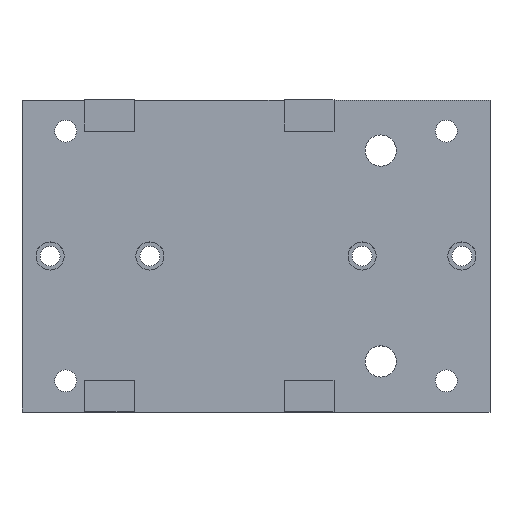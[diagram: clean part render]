
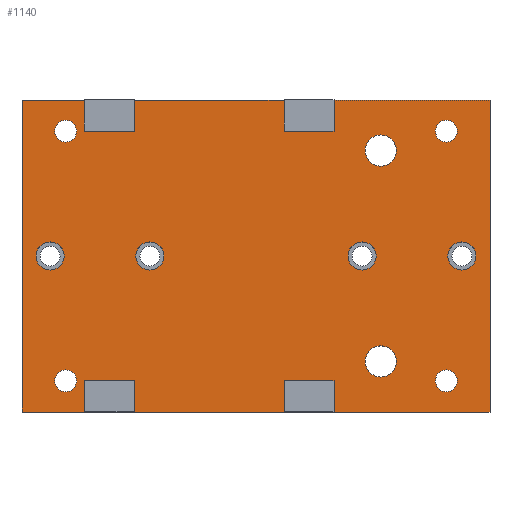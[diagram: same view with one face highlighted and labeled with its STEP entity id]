
A CAD part, top view. The second image highlights one B-rep face of the part: STEP entity #1140.
In plain terms, the highlighted planar face has unit normal (0, 0, 1).
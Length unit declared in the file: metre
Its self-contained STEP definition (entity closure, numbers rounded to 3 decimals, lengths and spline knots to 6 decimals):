
#30=LINE('',#1651,#146);
#31=LINE('',#1654,#147);
#32=LINE('',#1656,#148);
#33=LINE('',#1658,#149);
#34=LINE('',#1660,#150);
#35=LINE('',#1662,#151);
#36=LINE('',#1664,#152);
#37=LINE('',#1666,#153);
#38=LINE('',#1668,#154);
#39=LINE('',#1670,#155);
#40=LINE('',#1672,#156);
#41=LINE('',#1674,#157);
#42=LINE('',#1676,#158);
#43=LINE('',#1678,#159);
#44=LINE('',#1680,#160);
#45=LINE('',#1682,#161);
#46=LINE('',#1684,#162);
#47=LINE('',#1686,#163);
#48=LINE('',#1688,#164);
#49=LINE('',#1690,#165);
#146=VECTOR('',#1335,1.);
#147=VECTOR('',#1336,1.);
#148=VECTOR('',#1337,1.);
#149=VECTOR('',#1338,1.);
#150=VECTOR('',#1339,1.);
#151=VECTOR('',#1340,1.);
#152=VECTOR('',#1341,1.);
#153=VECTOR('',#1342,1.);
#154=VECTOR('',#1343,1.);
#155=VECTOR('',#1344,1.);
#156=VECTOR('',#1345,1.);
#157=VECTOR('',#1346,1.);
#158=VECTOR('',#1347,1.);
#159=VECTOR('',#1348,1.);
#160=VECTOR('',#1349,1.);
#161=VECTOR('',#1350,1.);
#162=VECTOR('',#1351,1.);
#163=VECTOR('',#1352,1.);
#164=VECTOR('',#1353,1.);
#165=VECTOR('',#1354,1.);
#262=ORIENTED_EDGE('',*,*,#566,.T.);
#263=ORIENTED_EDGE('',*,*,#567,.F.);
#264=ORIENTED_EDGE('',*,*,#568,.F.);
#265=ORIENTED_EDGE('',*,*,#569,.F.);
#266=ORIENTED_EDGE('',*,*,#570,.F.);
#267=ORIENTED_EDGE('',*,*,#571,.T.);
#268=ORIENTED_EDGE('',*,*,#572,.F.);
#269=ORIENTED_EDGE('',*,*,#573,.T.);
#270=ORIENTED_EDGE('',*,*,#574,.T.);
#271=ORIENTED_EDGE('',*,*,#575,.F.);
#272=ORIENTED_EDGE('',*,*,#576,.F.);
#273=ORIENTED_EDGE('',*,*,#577,.T.);
#274=ORIENTED_EDGE('',*,*,#578,.T.);
#275=ORIENTED_EDGE('',*,*,#579,.F.);
#276=ORIENTED_EDGE('',*,*,#580,.T.);
#277=ORIENTED_EDGE('',*,*,#581,.T.);
#278=ORIENTED_EDGE('',*,*,#582,.F.);
#279=ORIENTED_EDGE('',*,*,#583,.F.);
#280=ORIENTED_EDGE('',*,*,#584,.T.);
#281=ORIENTED_EDGE('',*,*,#585,.T.);
#282=ORIENTED_EDGE('',*,*,#586,.F.);
#283=ORIENTED_EDGE('',*,*,#587,.F.);
#284=ORIENTED_EDGE('',*,*,#588,.F.);
#285=ORIENTED_EDGE('',*,*,#589,.T.);
#286=ORIENTED_EDGE('',*,*,#590,.T.);
#287=ORIENTED_EDGE('',*,*,#591,.F.);
#288=ORIENTED_EDGE('',*,*,#592,.F.);
#289=ORIENTED_EDGE('',*,*,#593,.T.);
#290=ORIENTED_EDGE('',*,*,#594,.T.);
#291=ORIENTED_EDGE('',*,*,#595,.T.);
#566=EDGE_CURVE('',#718,#718,#830,.T.);
#567=EDGE_CURVE('',#719,#719,#831,.T.);
#568=EDGE_CURVE('',#720,#720,#832,.T.);
#569=EDGE_CURVE('',#721,#721,#833,.T.);
#570=EDGE_CURVE('',#722,#722,#834,.T.);
#571=EDGE_CURVE('',#723,#723,#835,.T.);
#572=EDGE_CURVE('',#724,#724,#836,.T.);
#573=EDGE_CURVE('',#725,#726,#30,.T.);
#574=EDGE_CURVE('',#726,#727,#31,.T.);
#575=EDGE_CURVE('',#728,#727,#32,.T.);
#576=EDGE_CURVE('',#729,#728,#33,.T.);
#577=EDGE_CURVE('',#729,#730,#34,.T.);
#578=EDGE_CURVE('',#730,#731,#35,.T.);
#579=EDGE_CURVE('',#732,#731,#36,.T.);
#580=EDGE_CURVE('',#732,#733,#37,.T.);
#581=EDGE_CURVE('',#733,#734,#38,.T.);
#582=EDGE_CURVE('',#735,#734,#39,.T.);
#583=EDGE_CURVE('',#736,#735,#40,.T.);
#584=EDGE_CURVE('',#736,#737,#41,.T.);
#585=EDGE_CURVE('',#737,#738,#42,.T.);
#586=EDGE_CURVE('',#739,#738,#43,.T.);
#587=EDGE_CURVE('',#740,#739,#44,.T.);
#588=EDGE_CURVE('',#741,#740,#45,.T.);
#589=EDGE_CURVE('',#741,#742,#46,.T.);
#590=EDGE_CURVE('',#742,#743,#47,.T.);
#591=EDGE_CURVE('',#744,#743,#48,.T.);
#592=EDGE_CURVE('',#725,#744,#49,.T.);
#593=EDGE_CURVE('',#745,#745,#837,.T.);
#594=EDGE_CURVE('',#746,#746,#838,.T.);
#595=EDGE_CURVE('',#747,#747,#839,.T.);
#718=VERTEX_POINT('',#1638);
#719=VERTEX_POINT('',#1640);
#720=VERTEX_POINT('',#1642);
#721=VERTEX_POINT('',#1644);
#722=VERTEX_POINT('',#1646);
#723=VERTEX_POINT('',#1648);
#724=VERTEX_POINT('',#1650);
#725=VERTEX_POINT('',#1652);
#726=VERTEX_POINT('',#1653);
#727=VERTEX_POINT('',#1655);
#728=VERTEX_POINT('',#1657);
#729=VERTEX_POINT('',#1659);
#730=VERTEX_POINT('',#1661);
#731=VERTEX_POINT('',#1663);
#732=VERTEX_POINT('',#1665);
#733=VERTEX_POINT('',#1667);
#734=VERTEX_POINT('',#1669);
#735=VERTEX_POINT('',#1671);
#736=VERTEX_POINT('',#1673);
#737=VERTEX_POINT('',#1675);
#738=VERTEX_POINT('',#1677);
#739=VERTEX_POINT('',#1679);
#740=VERTEX_POINT('',#1681);
#741=VERTEX_POINT('',#1683);
#742=VERTEX_POINT('',#1685);
#743=VERTEX_POINT('',#1687);
#744=VERTEX_POINT('',#1689);
#745=VERTEX_POINT('',#1692);
#746=VERTEX_POINT('',#1694);
#747=VERTEX_POINT('',#1696);
#830=CIRCLE('',#1218,0.0025);
#831=CIRCLE('',#1219,0.0025);
#832=CIRCLE('',#1220,0.00175);
#833=CIRCLE('',#1221,0.00225);
#834=CIRCLE('',#1222,0.00225);
#835=CIRCLE('',#1223,0.00175);
#836=CIRCLE('',#1224,0.00175);
#837=CIRCLE('',#1225,0.00225);
#838=CIRCLE('',#1226,0.00225);
#839=CIRCLE('',#1227,0.00175);
#866=EDGE_LOOP('',(#262));
#867=EDGE_LOOP('',(#263));
#868=EDGE_LOOP('',(#264));
#869=EDGE_LOOP('',(#265));
#870=EDGE_LOOP('',(#266));
#871=EDGE_LOOP('',(#267));
#872=EDGE_LOOP('',(#268));
#873=EDGE_LOOP('',(#269,#270,#271,#272,#273,#274,#275,#276,#277,#278,#279,
#280,#281,#282,#283,#284,#285,#286,#287,#288));
#874=EDGE_LOOP('',(#289));
#875=EDGE_LOOP('',(#290));
#876=EDGE_LOOP('',(#291));
#980=FACE_BOUND('',#866,.T.);
#981=FACE_BOUND('',#867,.T.);
#982=FACE_BOUND('',#868,.T.);
#983=FACE_BOUND('',#869,.T.);
#984=FACE_BOUND('',#870,.T.);
#985=FACE_BOUND('',#871,.T.);
#986=FACE_BOUND('',#872,.T.);
#987=FACE_BOUND('',#873,.T.);
#988=FACE_BOUND('',#874,.T.);
#989=FACE_BOUND('',#875,.T.);
#990=FACE_BOUND('',#876,.T.);
#1094=PLANE('',#1217);
#1140=ADVANCED_FACE('',(#980,#981,#982,#983,#984,#985,#986,#987,#988,#989,
#990),#1094,.T.);
#1217=AXIS2_PLACEMENT_3D('',#1636,#1319,#1320);
#1218=AXIS2_PLACEMENT_3D('',#1637,#1321,#1322);
#1219=AXIS2_PLACEMENT_3D('',#1639,#1323,#1324);
#1220=AXIS2_PLACEMENT_3D('',#1641,#1325,#1326);
#1221=AXIS2_PLACEMENT_3D('',#1643,#1327,#1328);
#1222=AXIS2_PLACEMENT_3D('',#1645,#1329,#1330);
#1223=AXIS2_PLACEMENT_3D('',#1647,#1331,#1332);
#1224=AXIS2_PLACEMENT_3D('',#1649,#1333,#1334);
#1225=AXIS2_PLACEMENT_3D('',#1691,#1355,#1356);
#1226=AXIS2_PLACEMENT_3D('',#1693,#1357,#1358);
#1227=AXIS2_PLACEMENT_3D('',#1695,#1359,#1360);
#1319=DIRECTION('',(0.,0.,1.));
#1320=DIRECTION('',(1.,0.,0.));
#1321=DIRECTION('',(0.,0.,-1.));
#1322=DIRECTION('',(1.,0.,0.));
#1323=DIRECTION('',(0.,0.,1.));
#1324=DIRECTION('',(1.,0.,0.));
#1325=DIRECTION('',(0.,0.,1.));
#1326=DIRECTION('',(1.,0.,0.));
#1327=DIRECTION('',(0.,0.,1.));
#1328=DIRECTION('',(1.,0.,0.));
#1329=DIRECTION('',(0.,0.,1.));
#1330=DIRECTION('',(1.,0.,0.));
#1331=DIRECTION('',(0.,0.,-1.));
#1332=DIRECTION('',(1.,0.,0.));
#1333=DIRECTION('',(0.,0.,1.));
#1334=DIRECTION('',(1.,0.,0.));
#1335=DIRECTION('',(-1.,0.,0.));
#1336=DIRECTION('',(0.,-1.,0.));
#1337=DIRECTION('',(1.,0.,0.));
#1338=DIRECTION('',(0.,-1.,0.));
#1339=DIRECTION('',(-1.,0.,0.));
#1340=DIRECTION('',(0.,-1.,0.));
#1341=DIRECTION('',(-1.,0.,0.));
#1342=DIRECTION('',(0.,1.,0.));
#1343=DIRECTION('',(1.,0.,0.));
#1344=DIRECTION('',(0.,1.,0.));
#1345=DIRECTION('',(-1.,0.,0.));
#1346=DIRECTION('',(0.,1.,0.));
#1347=DIRECTION('',(1.,0.,0.));
#1348=DIRECTION('',(0.,1.,0.));
#1349=DIRECTION('',(-1.,0.,0.));
#1350=DIRECTION('',(0.,-1.,0.));
#1351=DIRECTION('',(-1.,0.,0.));
#1352=DIRECTION('',(0.,-1.,0.));
#1353=DIRECTION('',(1.,0.,0.));
#1354=DIRECTION('',(0.,-1.,0.));
#1355=DIRECTION('',(0.,0.,-1.));
#1356=DIRECTION('',(1.,0.,0.));
#1357=DIRECTION('',(0.,0.,-1.));
#1358=DIRECTION('',(1.,0.,0.));
#1359=DIRECTION('',(0.,0.,-1.));
#1360=DIRECTION('',(1.,0.,0.));
#1636=CARTESIAN_POINT('',(0.0125,0.,0.003));
#1637=CARTESIAN_POINT('',(0.032513,-0.016901,0.003));
#1638=CARTESIAN_POINT('',(0.035013,-0.016901,0.003));
#1639=CARTESIAN_POINT('',(0.032513,0.016901,0.003));
#1640=CARTESIAN_POINT('',(0.035013,0.016901,0.003));
#1641=CARTESIAN_POINT('',(0.043,0.02,0.003));
#1642=CARTESIAN_POINT('',(0.04475,0.02,0.003));
#1643=CARTESIAN_POINT('',(0.0295,0.,0.003));
#1644=CARTESIAN_POINT('',(0.03175,0.,0.003));
#1645=CARTESIAN_POINT('',(-0.0205,0.,0.003));
#1646=CARTESIAN_POINT('',(-0.01825,0.,0.003));
#1647=CARTESIAN_POINT('',(-0.018,0.02,0.003));
#1648=CARTESIAN_POINT('',(-0.01625,0.02,0.003));
#1649=CARTESIAN_POINT('',(-0.018,-0.02,0.003));
#1650=CARTESIAN_POINT('',(-0.01625,-0.02,0.003));
#1651=CARTESIAN_POINT('',(0.,0.025,0.003));
#1652=CARTESIAN_POINT('',(0.017,0.025,0.003));
#1653=CARTESIAN_POINT('',(-0.007,0.025,0.003));
#1654=CARTESIAN_POINT('',(-0.007,0.0225,0.003));
#1655=CARTESIAN_POINT('',(-0.007,0.02,0.003));
#1656=CARTESIAN_POINT('',(-0.011,0.02,0.003));
#1657=CARTESIAN_POINT('',(-0.015,0.02,0.003));
#1658=CARTESIAN_POINT('',(-0.015,0.0225,0.003));
#1659=CARTESIAN_POINT('',(-0.015,0.025,0.003));
#1660=CARTESIAN_POINT('',(0.,0.025,0.003));
#1661=CARTESIAN_POINT('',(-0.025,0.025,0.003));
#1662=CARTESIAN_POINT('',(-0.025,0.,0.003));
#1663=CARTESIAN_POINT('',(-0.025,-0.025,0.003));
#1664=CARTESIAN_POINT('',(0.,-0.025,0.003));
#1665=CARTESIAN_POINT('',(-0.015,-0.025,0.003));
#1666=CARTESIAN_POINT('',(-0.015,-0.0225,0.003));
#1667=CARTESIAN_POINT('',(-0.015,-0.02,0.003));
#1668=CARTESIAN_POINT('',(-0.011,-0.02,0.003));
#1669=CARTESIAN_POINT('',(-0.007,-0.02,0.003));
#1670=CARTESIAN_POINT('',(-0.007,-0.0225,0.003));
#1671=CARTESIAN_POINT('',(-0.007,-0.025,0.003));
#1672=CARTESIAN_POINT('',(0.,-0.025,0.003));
#1673=CARTESIAN_POINT('',(0.017,-0.025,0.003));
#1674=CARTESIAN_POINT('',(0.017,-0.0225,0.003));
#1675=CARTESIAN_POINT('',(0.017,-0.02,0.003));
#1676=CARTESIAN_POINT('',(0.021,-0.02,0.003));
#1677=CARTESIAN_POINT('',(0.025,-0.02,0.003));
#1678=CARTESIAN_POINT('',(0.025,-0.0225,0.003));
#1679=CARTESIAN_POINT('',(0.025,-0.025,0.003));
#1680=CARTESIAN_POINT('',(0.,-0.025,0.003));
#1681=CARTESIAN_POINT('',(0.05,-0.025,0.003));
#1682=CARTESIAN_POINT('',(0.05,0.,0.003));
#1683=CARTESIAN_POINT('',(0.05,0.025,0.003));
#1684=CARTESIAN_POINT('',(0.,0.025,0.003));
#1685=CARTESIAN_POINT('',(0.025,0.025,0.003));
#1686=CARTESIAN_POINT('',(0.025,0.0225,0.003));
#1687=CARTESIAN_POINT('',(0.025,0.02,0.003));
#1688=CARTESIAN_POINT('',(0.021,0.02,0.003));
#1689=CARTESIAN_POINT('',(0.017,0.02,0.003));
#1690=CARTESIAN_POINT('',(0.017,0.0225,0.003));
#1691=CARTESIAN_POINT('',(-0.0045,0.,0.003));
#1692=CARTESIAN_POINT('',(-0.00225,0.,0.003));
#1693=CARTESIAN_POINT('',(0.0455,0.,0.003));
#1694=CARTESIAN_POINT('',(0.04775,0.,0.003));
#1695=CARTESIAN_POINT('',(0.043,-0.02,0.003));
#1696=CARTESIAN_POINT('',(0.04475,-0.02,0.003));
